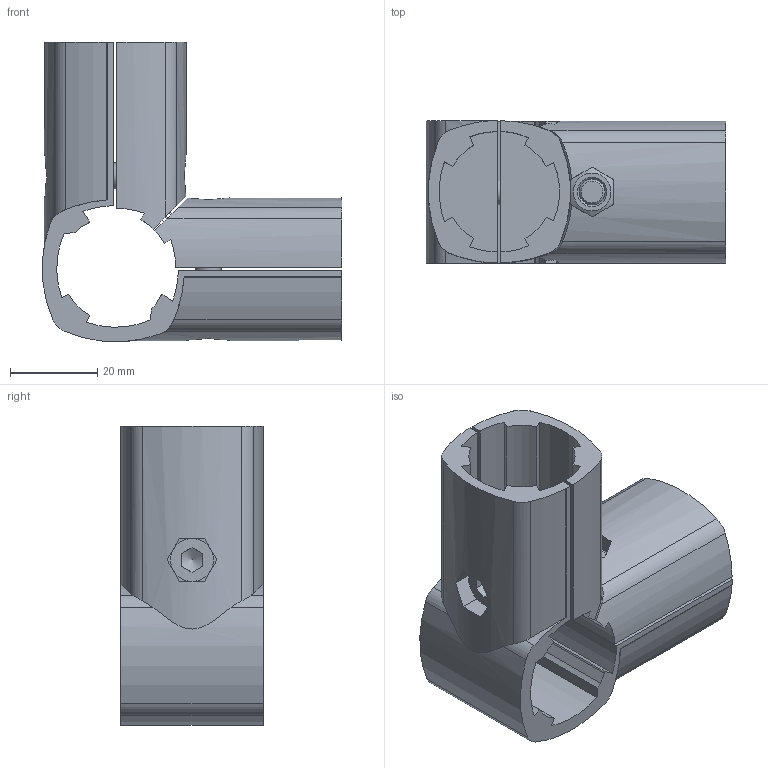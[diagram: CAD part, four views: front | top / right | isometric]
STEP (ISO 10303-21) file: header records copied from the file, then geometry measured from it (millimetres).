
FILE_DESCRIPTION(/* description */ (''),/* implementation_level */ '2;1');
FILE_NAME(/* name */ '41D-163-0.step',/* time_stamp */ '2022-07-19T09:07:03-04:00',/* author */ (''),/* organization */ (''),/* preprocessor_version */ 'ST-DEVELOPER v19',/* originating_system */ 'Autodesk Translation Framework v11.7.0.108',/* authorisation */ '');
FILE_SCHEMA (('AUTOMOTIVE_DESIGN { 1 0 10303 214 3 1 1 }'));
Length unit declared in the file: millimetre
Products named in the file (1): 41D-163-0
Bounding box: 68.81 x 32.69 x 68.81 mm (x, y, z)
Volume: 51953 mm3; surface area: 26932.2 mm2
Topology: 7 solids, 7 shells, 206 faces, 568 edges, 380 vertices
Faces by surface type: plane 104, cylinder 90, cone 12
Full cylindrical faces by diameter (mm): 5.151 x2, 5.944 x6, 9.906 x2
Entity records: 7086 total; most frequent: CARTESIAN_POINT 1823, ORIENTED_EDGE 1132, DIRECTION 1058, EDGE_CURVE 566, AXIS2_PLACEMENT_3D 381, VERTEX_POINT 380, LINE 296, VECTOR 296
